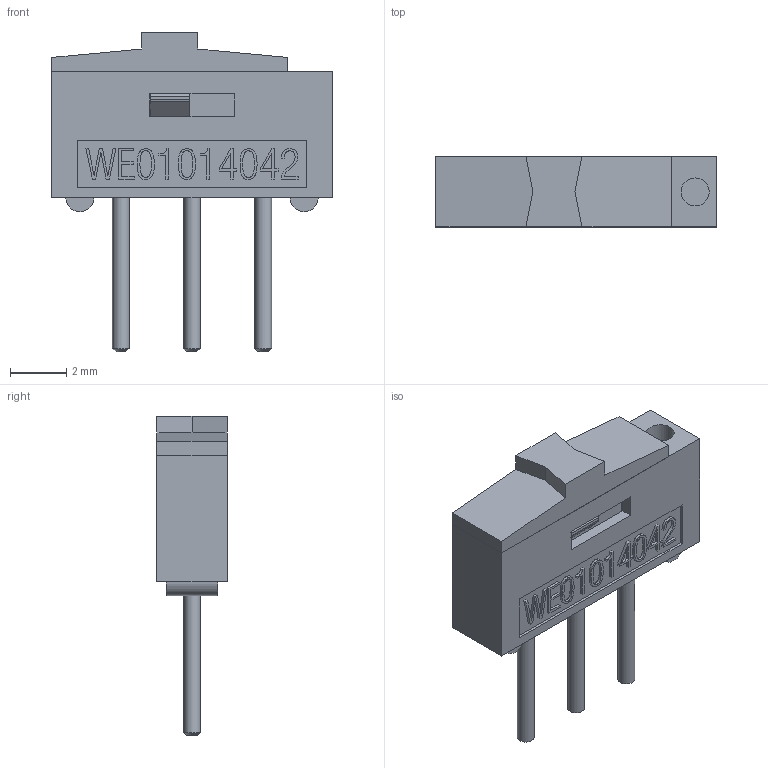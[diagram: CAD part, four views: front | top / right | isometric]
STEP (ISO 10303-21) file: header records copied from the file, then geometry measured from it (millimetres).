
FILE_DESCRIPTION(('FreeCAD Model'),'2;1');
FILE_NAME('Open CASCADE Shape Model','2024-06-28T10:35:31',( 'kicad StepUp'),('ksu MCAD'),'Open CASCADE STEP processor 7.6', 'FreeCAD','Unknown');
FILE_SCHEMA(('AUTOMOTIVE_DESIGN { 1 0 10303 214 1 1 1 1 }'));
Length unit declared in the file: millimetre
Products named in the file (1): Wurth_WS-SLTV_10x2.5mm
Bounding box: 10 x 2.5 x 11.4 mm (x, y, z)
Volume: 113.9 mm3; surface area: 335.5 mm2
Topology: 2 solids, 2 shells, 171 faces, 426 edges, 285 vertices
Faces by surface type: plane 148, extrusion 10, cylinder 10, cone 3
Full cylindrical faces by diameter (mm): 0.6 x3, 1 x1
Entity records: 6371 total; most frequent: CARTESIAN_POINT 1366, ORIENTED_EDGE 852, DIRECTION 608, EDGE_CURVE 426, VERTEX_POINT 285, VECTOR 226, LINE 216, FACE_BOUND 201
